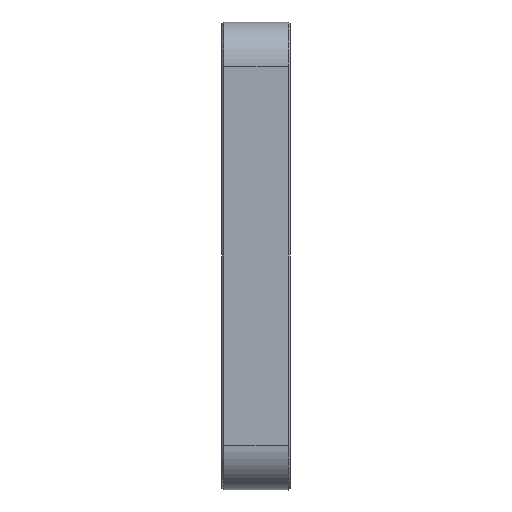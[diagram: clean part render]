
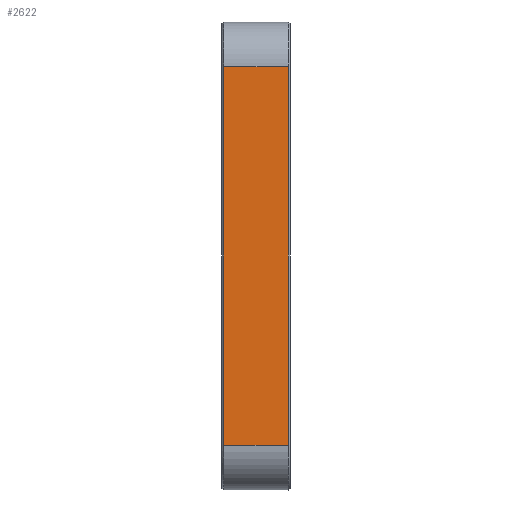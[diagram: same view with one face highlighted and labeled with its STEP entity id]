
A CAD part, left-side view. The second image highlights one B-rep face of the part: STEP entity #2622.
In plain terms, the highlighted planar face has unit normal (-1, 0, 0).
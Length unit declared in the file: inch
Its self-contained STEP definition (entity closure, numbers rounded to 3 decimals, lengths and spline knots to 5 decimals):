
#76 = DIRECTION ( 'NONE',  ( 0., 0., 1. ) ) ;
#166 = CARTESIAN_POINT ( 'NONE',  ( -1.02953, 0.14173, 0.83268 ) ) ;
#251 = VERTEX_POINT ( 'NONE', #3159 ) ;
#386 = ORIENTED_EDGE ( 'NONE', *, *, #4335, .T. ) ;
#432 = CARTESIAN_POINT ( 'NONE',  ( -1.02953, 0.14173, 0.27756 ) ) ;
#487 = PLANE ( 'NONE',  #3740 ) ;
#493 = EDGE_CURVE ( 'NONE', #2385, #2624, #767, .T. ) ;
#529 = ORIENTED_EDGE ( 'NONE', *, *, #493, .F. ) ;
#767 = B_SPLINE_CURVE_WITH_KNOTS ( 'NONE', 3,
 ( #888, #3357, #3328, #1295 ),
 .UNSPECIFIED., .F., .F.,
 ( 4, 4 ),
 ( 0., 1. ),
 .UNSPECIFIED. ) ;
#797 = ORIENTED_EDGE ( 'NONE', *, *, #2918, .T. ) ;
#888 = CARTESIAN_POINT ( 'NONE',  ( -1.02953, -0.14173, 0.83268 ) ) ;
#1113 = CARTESIAN_POINT ( 'NONE',  ( -1.02953, 0.14173, 0.83268 ) ) ;
#1271 = DIRECTION ( 'NONE',  ( 0., 1., 0. ) ) ;
#1295 = CARTESIAN_POINT ( 'NONE',  ( -1.02953, -0.14173, -0.83268 ) ) ;
#1492 = CARTESIAN_POINT ( 'NONE',  ( -1.02953, 0.14173, -0.83268 ) ) ;
#1772 = EDGE_CURVE ( 'NONE', #2836, #251, #3507, .T. ) ;
#1838 = CARTESIAN_POINT ( 'NONE',  ( -1.02953, -0.14173, -0.83268 ) ) ;
#2077 = LINE ( 'NONE', #3242, #4126 ) ;
#2385 = VERTEX_POINT ( 'NONE', #3364 ) ;
#2533 = DIRECTION ( 'NONE',  ( -1., 0., 0. ) ) ;
#2622 = ADVANCED_FACE ( 'NONE', ( #2881 ), #487, .T. ) ;
#2624 = VERTEX_POINT ( 'NONE', #1838 ) ;
#2638 = EDGE_LOOP ( 'NONE', ( #797, #3288, #386, #529 ) ) ;
#2734 = DIRECTION ( 'NONE',  ( 0., -1., 0. ) ) ;
#2836 = VERTEX_POINT ( 'NONE', #166 ) ;
#2838 = CARTESIAN_POINT ( 'NONE',  ( -1.02953, 0.14173, -0.27756 ) ) ;
#2881 = FACE_OUTER_BOUND ( 'NONE', #2638, .T. ) ;
#2918 = EDGE_CURVE ( 'NONE', #2385, #2836, #2077, .T. ) ;
#3136 = LINE ( 'NONE', #4092, #4171 ) ;
#3159 = CARTESIAN_POINT ( 'NONE',  ( -1.02953, 0.14173, -0.83268 ) ) ;
#3242 = CARTESIAN_POINT ( 'NONE',  ( -1.02953, -0.14961, 0.83268 ) ) ;
#3288 = ORIENTED_EDGE ( 'NONE', *, *, #1772, .T. ) ;
#3328 = CARTESIAN_POINT ( 'NONE',  ( -1.02953, -0.14173, -0.27756 ) ) ;
#3357 = CARTESIAN_POINT ( 'NONE',  ( -1.02953, -0.14173, 0.27756 ) ) ;
#3364 = CARTESIAN_POINT ( 'NONE',  ( -1.02953, -0.14173, 0.83268 ) ) ;
#3507 = B_SPLINE_CURVE_WITH_KNOTS ( 'NONE', 3,
 ( #1113, #432, #2838, #1492 ),
 .UNSPECIFIED., .F., .F.,
 ( 4, 4 ),
 ( 0., 1. ),
 .UNSPECIFIED. ) ;
#3740 = AXIS2_PLACEMENT_3D ( 'NONE', #3894, #2533, #76 ) ;
#3894 = CARTESIAN_POINT ( 'NONE',  ( -1.02953, -0.14961, -1.02953 ) ) ;
#4092 = CARTESIAN_POINT ( 'NONE',  ( -1.02953, -0.14961, -0.83268 ) ) ;
#4126 = VECTOR ( 'NONE', #1271, 39.37008 ) ;
#4171 = VECTOR ( 'NONE', #2734, 39.37008 ) ;
#4335 = EDGE_CURVE ( 'NONE', #251, #2624, #3136, .T. ) ;
